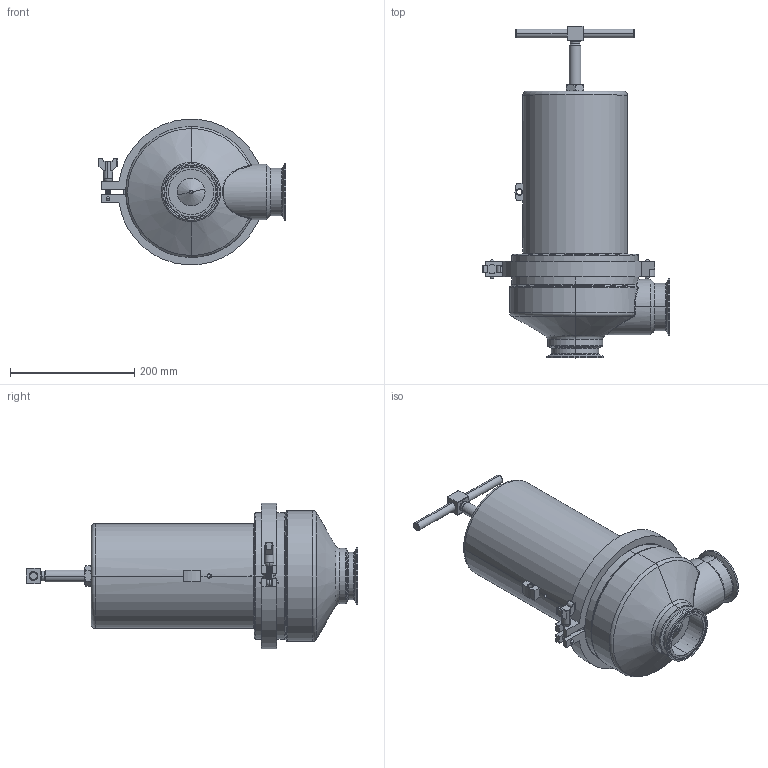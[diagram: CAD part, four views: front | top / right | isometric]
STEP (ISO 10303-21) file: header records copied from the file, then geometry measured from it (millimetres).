
FILE_DESCRIPTION (( 'STEP AP203' ), '1' );
FILE_NAME ('FB6C-300.STEP', '2019-05-21T12:12:23', ( '' ), ( '' ), 'SwSTEP 2.0', 'SolidWorks 2018', '' );
FILE_SCHEMA (( 'CONFIG_CONTROL_DESIGN' ));
Length unit declared in the file: inch
Products named in the file (2): FB6C-300
Bounding box: 301.94 x 534.3 x 234.5 mm (x, y, z)
Volume: 7620424 mm3; surface area: 717761.2 mm2
Topology: 1 solids, 1 shells, 391 faces, 970 edges, 602 vertices
Faces by surface type: cylinder 145, plane 105, cone 55, torus 53, sphere 18, bspline 15
Entity records: 20444 total; most frequent: CARTESIAN_POINT 11060, DIRECTION 2015, ORIENTED_EDGE 1936, EDGE_CURVE 968, AXIS2_PLACEMENT_3D 828, VERTEX_POINT 602, CIRCLE 450, EDGE_LOOP 428
